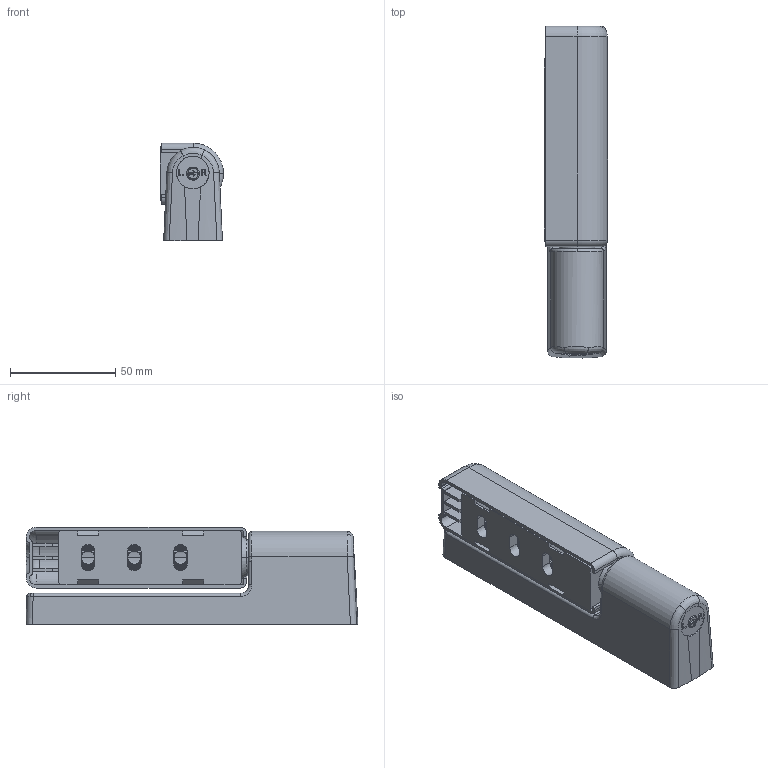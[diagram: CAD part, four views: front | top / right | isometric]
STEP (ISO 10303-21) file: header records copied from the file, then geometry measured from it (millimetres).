
FILE_DESCRIPTION (( 'STEP AP203' ), '1' );
FILE_NAME ('FB-744-1-NLH_.STEP', '2011-06-21T05:27:20', ( '' ), ( '' ), 'SwSTEP 2.0', 'SolidWorks 2011', '' );
FILE_SCHEMA (( 'CONFIG_CONTROL_DESIGN' ));
Length unit declared in the file: millimetre
Products named in the file (6): FB-744-1-NLH_; FB-744-1-NLH僸儞僕B; FB-744-1-NLH僇儉_岞奐梡; FB-744-1調整座金__公開用; FB-744-1僇僶乕__岞奐梡; FB-744-1ヒンジA_
Assembly tree (5 placements, depth 2):
  FB-744-1-NLH_
    FB-744-1ヒンジA_
    FB-744-1-NLH僸儞僕B
    FB-744-1-NLH僇儉_岞奐梡
    FB-744-1調整座金__公開用
    FB-744-1僇僶乕__岞奐梡
Bounding box: 30 x 157.97 x 46.5 mm (x, y, z)
Volume: 137170.1 mm3; surface area: 60174.2 mm2
Topology: 5 solids, 5 shells, 643 faces, 1544 edges, 912 vertices
Faces by surface type: plane 436, cylinder 145, cone 21, torus 21, bspline 20
Entity records: 19545 total; most frequent: CARTESIAN_POINT 4860, ORIENTED_EDGE 3080, DIRECTION 2770, EDGE_CURVE 1540, VECTOR 958, LINE 958, VERTEX_POINT 912, AXIS2_PLACEMENT_3D 906
